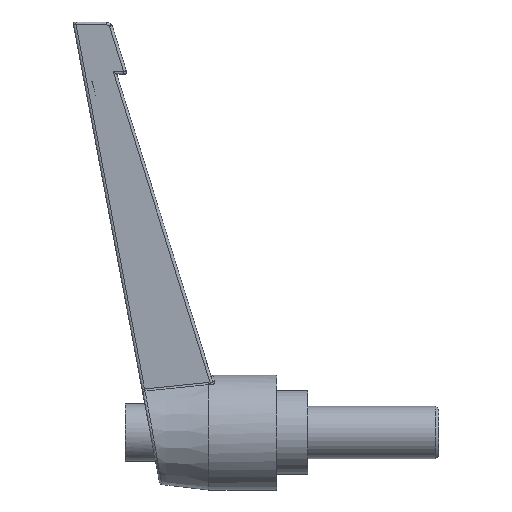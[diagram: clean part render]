
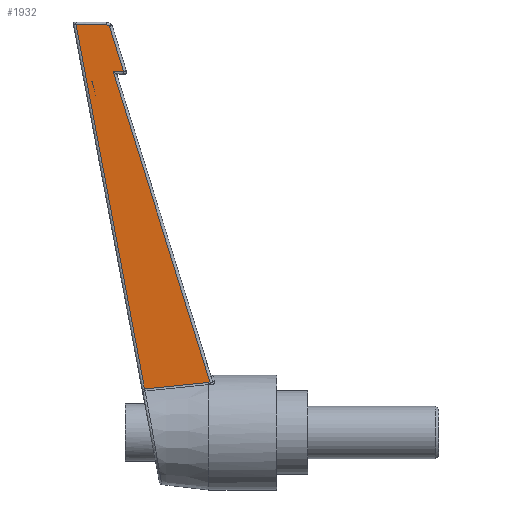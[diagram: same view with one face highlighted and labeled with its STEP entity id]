
A CAD part, left-side view. The second image highlights one B-rep face of the part: STEP entity #1932.
In plain terms, the highlighted planar face has unit normal (-0.999, 0.054, -0.004).
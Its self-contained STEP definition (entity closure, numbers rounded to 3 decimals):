
#11 = VERTEX_POINT ( 'NONE', #760 ) ;
#65 = CARTESIAN_POINT ( 'NONE',  ( -4.716, 38.424, 78.12 ) ) ;
#100 = CARTESIAN_POINT ( 'NONE',  ( -5.61, 17.101, 9.182 ) ) ;
#113 = CARTESIAN_POINT ( 'NONE',  ( -5.027, 32.644, 78.12 ) ) ;
#156 = VERTEX_POINT ( 'NONE', #3798 ) ;
#216 = DIRECTION ( 'NONE',  ( -0.999, 0.054, -0.004 ) ) ;
#243 = CARTESIAN_POINT ( 'NONE',  ( -5.097, 31.12, 74.915 ) ) ;
#266 = ORIENTED_EDGE ( 'NONE', *, *, #3876, .T. ) ;
#330 = CARTESIAN_POINT ( 'NONE',  ( -5.027, 32.644, 78.12 ) ) ;
#351 = CARTESIAN_POINT ( 'NONE',  ( -4.716, 38.424, 78.12 ) ) ;
#452 = B_SPLINE_CURVE_WITH_KNOTS ( 'NONE', 3,
 ( #1780, #2635, #100, #2696 ),
 .UNSPECIFIED., .F., .F.,
 ( 4, 4 ),
 ( 0., 1. ),
 .UNSPECIFIED. ) ;
#634 = CARTESIAN_POINT ( 'NONE',  ( -5.832, 13.002, 9.602 ) ) ;
#653 = VERTEX_POINT ( 'NONE', #3897 ) ;
#692 = CARTESIAN_POINT ( 'NONE',  ( -5.066, 31.314, 69.12 ) ) ;
#760 = CARTESIAN_POINT ( 'NONE',  ( -5.173, 29.314, 69.12 ) ) ;
#1042 = B_SPLINE_CURVE_WITH_KNOTS ( 'NONE', 3,
 ( #2694, #1092, #243, #3934 ),
 .UNSPECIFIED., .F., .F.,
 ( 4, 4 ),
 ( 0., 1. ),
 .UNSPECIFIED. ) ;
#1062 = ORIENTED_EDGE ( 'NONE', *, *, #5400, .T. ) ;
#1075 = CARTESIAN_POINT ( 'NONE',  ( -5.325, 25.127, 49.278 ) ) ;
#1092 = CARTESIAN_POINT ( 'NONE',  ( -5.135, 30.217, 72.018 ) ) ;
#1093 = DIRECTION ( 'NONE',  ( -0.054, -0.999, 0. ) ) ;
#1104 = B_SPLINE_CURVE_WITH_KNOTS ( 'NONE', 3,
 ( #3177, #4837, #1075, #692 ),
 .UNSPECIFIED., .F., .F.,
 ( 4, 4 ),
 ( 0., 1. ),
 .UNSPECIFIED. ) ;
#1150 = CARTESIAN_POINT ( 'NONE',  ( -4.716, 38.424, 78.12 ) ) ;
#1159 = CARTESIAN_POINT ( 'NONE',  ( -5.027, 32.644, 78.12 ) ) ;
#1170 = CARTESIAN_POINT ( 'NONE',  ( -5.998, 9.258, 0.143 ) ) ;
#1271 = CARTESIAN_POINT ( 'NONE',  ( -5.059, 32.024, 77.813 ) ) ;
#1272 = ORIENTED_EDGE ( 'NONE', *, *, #4944, .T. ) ;
#1369 = EDGE_CURVE ( 'NONE', #2343, #11, #3231, .T. ) ;
#1491 = CARTESIAN_POINT ( 'NONE',  ( -5.166, 25.3, 8.34 ) ) ;
#1517 = AXIS2_PLACEMENT_3D ( 'NONE', #1170, #216, #1093 ) ;
#1544 = CARTESIAN_POINT ( 'NONE',  ( -5.845, 12.755, 9.594 ) ) ;
#1575 = B_SPLINE_CURVE_WITH_KNOTS ( 'NONE', 3,
 ( #351, #2709, #4008, #1491 ),
 .UNSPECIFIED., .F., .F.,
 ( 4, 4 ),
 ( 0., 1. ),
 .UNSPECIFIED. ) ;
#1630 = VERTEX_POINT ( 'NONE', #330 ) ;
#1717 = B_SPLINE_CURVE_WITH_KNOTS ( 'NONE', 3,
 ( #1271, #3342, #2514, #1159 ),
 .UNSPECIFIED., .F., .F.,
 ( 4, 4 ),
 ( 0., 1. ),
 .UNSPECIFIED. ) ;
#1780 = CARTESIAN_POINT ( 'NONE',  ( -5.166, 25.3, 8.34 ) ) ;
#1823 = CARTESIAN_POINT ( 'NONE',  ( -4.923, 34.57, 78.12 ) ) ;
#1920 = CARTESIAN_POINT ( 'NONE',  ( -5.166, 25.3, 8.34 ) ) ;
#1932 = ADVANCED_FACE ( 'NONE', ( #3164 ), #5314, .T. ) ;
#1986 = CARTESIAN_POINT ( 'NONE',  ( -5.836, 12.92, 9.599 ) ) ;
#2217 = ORIENTED_EDGE ( 'NONE', *, *, #1369, .T. ) ;
#2267 = CARTESIAN_POINT ( 'NONE',  ( -5.101, 30.647, 69.12 ) ) ;
#2343 = VERTEX_POINT ( 'NONE', #2458 ) ;
#2367 = EDGE_CURVE ( 'NONE', #156, #1630, #1717, .T. ) ;
#2458 = CARTESIAN_POINT ( 'NONE',  ( -5.066, 31.314, 69.12 ) ) ;
#2486 = ORIENTED_EDGE ( 'NONE', *, *, #2367, .T. ) ;
#2489 = B_SPLINE_CURVE_WITH_KNOTS ( 'NONE', 3,
 ( #113, #1823, #5164, #65 ),
 .UNSPECIFIED., .F., .F.,
 ( 4, 4 ),
 ( 0., 1. ),
 .UNSPECIFIED. ) ;
#2514 = CARTESIAN_POINT ( 'NONE',  ( -5.038, 32.437, 78.018 ) ) ;
#2596 = EDGE_CURVE ( 'NONE', #4455, #4851, #1575, .T. ) ;
#2619 = CARTESIAN_POINT ( 'NONE',  ( -5.066, 31.314, 69.12 ) ) ;
#2635 = CARTESIAN_POINT ( 'NONE',  ( -5.388, 21.201, 8.761 ) ) ;
#2694 = CARTESIAN_POINT ( 'NONE',  ( -5.173, 29.314, 69.12 ) ) ;
#2696 = CARTESIAN_POINT ( 'NONE',  ( -5.832, 13.002, 9.602 ) ) ;
#2709 = CARTESIAN_POINT ( 'NONE',  ( -4.866, 34.049, 54.86 ) ) ;
#3097 = ORIENTED_EDGE ( 'NONE', *, *, #2596, .T. ) ;
#3151 = B_SPLINE_CURVE_WITH_KNOTS ( 'NONE', 3,
 ( #634, #1986, #4035, #1544 ),
 .UNSPECIFIED., .F., .F.,
 ( 4, 4 ),
 ( 0., 1. ),
 .UNSPECIFIED. ) ;
#3164 = FACE_OUTER_BOUND ( 'NONE', #4388, .T. ) ;
#3177 = CARTESIAN_POINT ( 'NONE',  ( -5.845, 12.755, 9.594 ) ) ;
#3231 = B_SPLINE_CURVE_WITH_KNOTS ( 'NONE', 3,
 ( #2619, #2267, #4298, #3921 ),
 .UNSPECIFIED., .F., .F.,
 ( 4, 4 ),
 ( 0., 1. ),
 .UNSPECIFIED. ) ;
#3342 = CARTESIAN_POINT ( 'NONE',  ( -5.049, 32.23, 77.915 ) ) ;
#3798 = CARTESIAN_POINT ( 'NONE',  ( -5.059, 32.024, 77.813 ) ) ;
#3876 = EDGE_CURVE ( 'NONE', #653, #3969, #3151, .T. ) ;
#3897 = CARTESIAN_POINT ( 'NONE',  ( -5.832, 13.002, 9.602 ) ) ;
#3921 = CARTESIAN_POINT ( 'NONE',  ( -5.173, 29.314, 69.12 ) ) ;
#3934 = CARTESIAN_POINT ( 'NONE',  ( -5.059, 32.024, 77.813 ) ) ;
#3969 = VERTEX_POINT ( 'NONE', #4463 ) ;
#3978 = EDGE_CURVE ( 'NONE', #3969, #2343, #1104, .T. ) ;
#4008 = CARTESIAN_POINT ( 'NONE',  ( -5.016, 29.675, 31.6 ) ) ;
#4025 = ORIENTED_EDGE ( 'NONE', *, *, #4573, .T. ) ;
#4035 = CARTESIAN_POINT ( 'NONE',  ( -5.84, 12.838, 9.597 ) ) ;
#4298 = CARTESIAN_POINT ( 'NONE',  ( -5.137, 29.98, 69.12 ) ) ;
#4388 = EDGE_LOOP ( 'NONE', ( #4025, #266, #5252, #2217, #1272, #2486, #1062, #3097 ) ) ;
#4455 = VERTEX_POINT ( 'NONE', #1150 ) ;
#4463 = CARTESIAN_POINT ( 'NONE',  ( -5.845, 12.755, 9.594 ) ) ;
#4573 = EDGE_CURVE ( 'NONE', #4851, #653, #452, .T. ) ;
#4837 = CARTESIAN_POINT ( 'NONE',  ( -5.585, 18.941, 29.436 ) ) ;
#4851 = VERTEX_POINT ( 'NONE', #1920 ) ;
#4944 = EDGE_CURVE ( 'NONE', #11, #156, #1042, .T. ) ;
#5164 = CARTESIAN_POINT ( 'NONE',  ( -4.82, 36.497, 78.12 ) ) ;
#5252 = ORIENTED_EDGE ( 'NONE', *, *, #3978, .T. ) ;
#5314 = PLANE ( 'NONE',  #1517 ) ;
#5400 = EDGE_CURVE ( 'NONE', #1630, #4455, #2489, .T. ) ;
